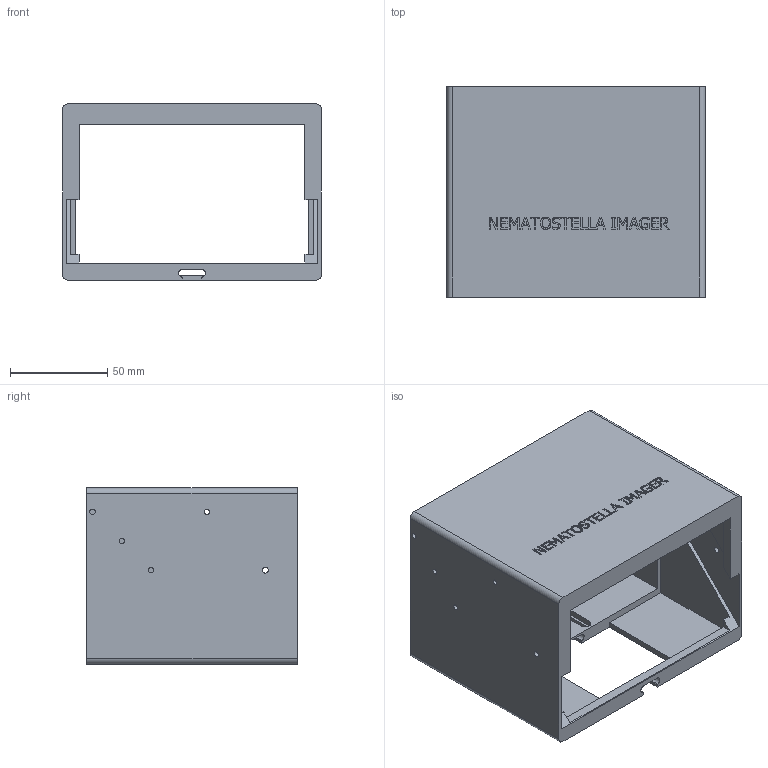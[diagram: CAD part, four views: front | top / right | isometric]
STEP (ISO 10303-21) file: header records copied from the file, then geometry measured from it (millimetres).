
FILE_DESCRIPTION(/* description */ (''),/* implementation_level */ '2;1');
FILE_NAME(/* name */ 'NematostellaImager_v0.stp',/* time_stamp */ '2024-04-03T16:37:48+02:00',/* author */ ('s1alknau'),/* organization */ (''),/* preprocessor_version */ 'ST-DEVELOPER v19.2',/* originating_system */ 'Autodesk Inventor 2024',/* authorisation */ '');
FILE_SCHEMA (('AUTOMOTIVE_DESIGN { 1 0 10303 214 3 1 1 }'));
Length unit declared in the file: millimetre
Products named in the file (1): NematostellaImager_v0
Bounding box: 132.89 x 108 x 90.6 mm (x, y, z)
Volume: 221949.2 mm3; surface area: 102616.8 mm2
Topology: 1 solids, 1 shells, 340 faces, 964 edges, 665 vertices
Faces by surface type: plane 255, bspline 51, cylinder 34
Full cylindrical faces by diameter (mm): 2.8 x5, 2.98 x2
Entity records: 11252 total; most frequent: CARTESIAN_POINT 2625, ORIENTED_EDGE 1892, DIRECTION 1519, EDGE_CURVE 946, LINE 769, VECTOR 769, VERTEX_POINT 626, EDGE_LOOP 387
